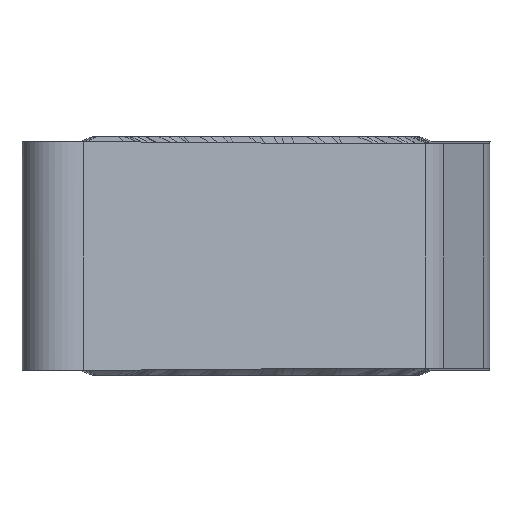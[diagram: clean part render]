
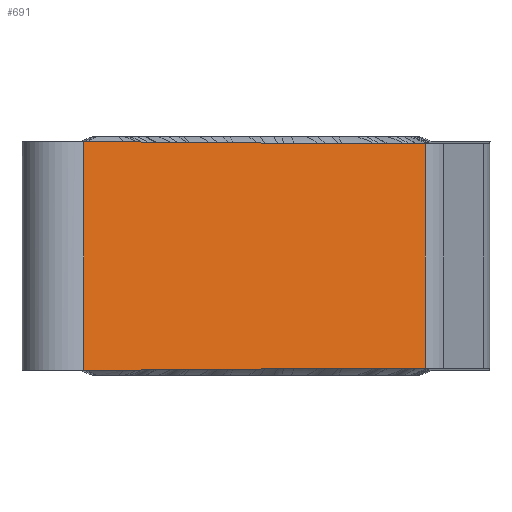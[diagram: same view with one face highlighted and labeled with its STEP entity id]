
A CAD part, left-side view. The second image highlights one B-rep face of the part: STEP entity #691.
In plain terms, the highlighted planar face has unit normal (-0.819, -0.574, 0).
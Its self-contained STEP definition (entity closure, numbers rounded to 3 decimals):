
#70=PLANE('',#6297);
#212=LINE('',#13015,#292);
#292=VECTOR('',#6891,1.);
#691=ADVANCED_FACE('',(#1083),#70,.F.);
#1083=FACE_OUTER_BOUND('',#1425,.T.);
#1425=EDGE_LOOP('',(#2817,#2818,#2819,#2820,#2821,#2822));
#2817=ORIENTED_EDGE('',*,*,#4877,.T.);
#2818=ORIENTED_EDGE('',*,*,#4890,.F.);
#2819=ORIENTED_EDGE('',*,*,#4915,.F.);
#2820=ORIENTED_EDGE('',*,*,#4916,.F.);
#2821=ORIENTED_EDGE('',*,*,#4912,.T.);
#2822=ORIENTED_EDGE('',*,*,#4878,.T.);
#4077=VERTEX_POINT('',#12489);
#4078=VERTEX_POINT('',#12494);
#4079=VERTEX_POINT('',#12499);
#4089=VERTEX_POINT('',#12912);
#4102=VERTEX_POINT('',#13016);
#4104=VERTEX_POINT('',#13043);
#4877=EDGE_CURVE('',#4078,#4077,#5736,.T.);
#4878=EDGE_CURVE('',#4079,#4078,#5737,.T.);
#4890=EDGE_CURVE('',#4089,#4077,#5745,.T.);
#4912=EDGE_CURVE('',#4102,#4079,#212,.T.);
#4915=EDGE_CURVE('',#4104,#4089,#5763,.T.);
#4916=EDGE_CURVE('',#4102,#4104,#5764,.T.);
#5736=B_SPLINE_CURVE_WITH_KNOTS('',3,(#12490,#12491,#12492,#12493),
 .UNSPECIFIED.,.F.,.F.,(4,4),(0.,1.),.UNSPECIFIED.);
#5737=B_SPLINE_CURVE_WITH_KNOTS('',3,(#12495,#12496,#12497,#12498),
 .UNSPECIFIED.,.F.,.F.,(4,4),(0.,1.),.UNSPECIFIED.);
#5745=B_SPLINE_CURVE_WITH_KNOTS('',3,(#12908,#12909,#12910,#12911),
 .UNSPECIFIED.,.F.,.F.,(4,4),(0.,1.),.UNSPECIFIED.);
#5763=B_SPLINE_CURVE_WITH_KNOTS('',3,(#13039,#13040,#13041,#13042),
 .UNSPECIFIED.,.F.,.F.,(4,4),(0.,1.),.UNSPECIFIED.);
#5764=B_SPLINE_CURVE_WITH_KNOTS('',3,(#13044,#13045,#13046,#13047,#13048,
#13049,#13050,#13051,#13052,#13053,#13054,#13055,#13056),.UNSPECIFIED.,
 .F.,.F.,(4,1,1,1,1,1,1,1,1,1,4),(0.,0.002,0.009,
0.023,0.077,0.293,0.51,
0.726,0.943,0.997,1.),.UNSPECIFIED.);
#6297=AXIS2_PLACEMENT_3D('',#13057,#6894,#6895);
#6891=DIRECTION('',(0.,0.,-1.));
#6894=DIRECTION('',(0.819,0.574,0.));
#6895=DIRECTION('',(-0.574,0.819,0.));
#12489=CARTESIAN_POINT('',(-3.401,-3.446,-4.716));
#12490=CARTESIAN_POINT('',(-4.689,-1.606,-4.717));
#12491=CARTESIAN_POINT('',(-4.26,-2.22,-4.712));
#12492=CARTESIAN_POINT('',(-3.83,-2.833,-4.716));
#12493=CARTESIAN_POINT('',(-3.401,-3.446,-4.716));
#12494=CARTESIAN_POINT('',(-4.689,-1.606,-4.717));
#12495=CARTESIAN_POINT('',(-8.267,3.504,-4.76));
#12496=CARTESIAN_POINT('',(-7.075,1.8,-4.746));
#12497=CARTESIAN_POINT('',(-5.882,0.097,-4.732));
#12498=CARTESIAN_POINT('',(-4.689,-1.606,-4.717));
#12499=CARTESIAN_POINT('',(-8.267,3.504,-4.76));
#12908=CARTESIAN_POINT('',(-3.401,-3.446,-0.144));
#12909=CARTESIAN_POINT('',(-3.401,-3.446,-1.668));
#12910=CARTESIAN_POINT('',(-3.401,-3.446,-3.192));
#12911=CARTESIAN_POINT('',(-3.401,-3.446,-4.716));
#12912=CARTESIAN_POINT('',(-3.401,-3.446,-0.144));
#13015=CARTESIAN_POINT('',(-8.267,3.504,0.15));
#13016=CARTESIAN_POINT('',(-8.267,3.504,-0.1));
#13039=CARTESIAN_POINT('',(-4.689,-1.606,-0.143));
#13040=CARTESIAN_POINT('',(-4.26,-2.22,-0.148));
#13041=CARTESIAN_POINT('',(-3.83,-2.833,-0.144));
#13042=CARTESIAN_POINT('',(-3.401,-3.446,-0.144));
#13043=CARTESIAN_POINT('',(-4.689,-1.606,-0.143));
#13044=CARTESIAN_POINT('',(-8.267,3.504,-0.1));
#13045=CARTESIAN_POINT('',(-8.265,3.5,-0.1));
#13046=CARTESIAN_POINT('',(-8.254,3.485,-0.1));
#13047=CARTESIAN_POINT('',(-8.227,3.446,-0.1));
#13048=CARTESIAN_POINT('',(-8.138,3.32,-0.102));
#13049=CARTESIAN_POINT('',(-7.799,2.836,-0.106));
#13050=CARTESIAN_POINT('',(-7.219,2.006,-0.113));
#13051=CARTESIAN_POINT('',(-6.444,0.9,-0.122));
#13052=CARTESIAN_POINT('',(-5.669,-0.207,-0.131));
#13053=CARTESIAN_POINT('',(-5.088,-1.036,-0.138));
#13054=CARTESIAN_POINT('',(-4.762,-1.503,-0.142));
#13055=CARTESIAN_POINT('',(-4.693,-1.601,-0.143));
#13056=CARTESIAN_POINT('',(-4.689,-1.606,-0.143));
#13057=CARTESIAN_POINT('',(-3.401,-3.446,0.15));
